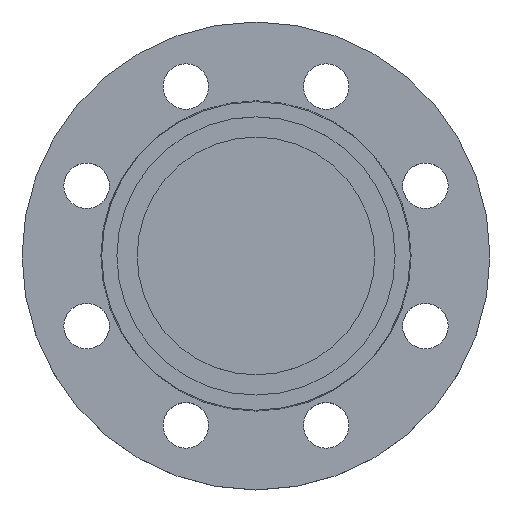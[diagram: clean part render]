
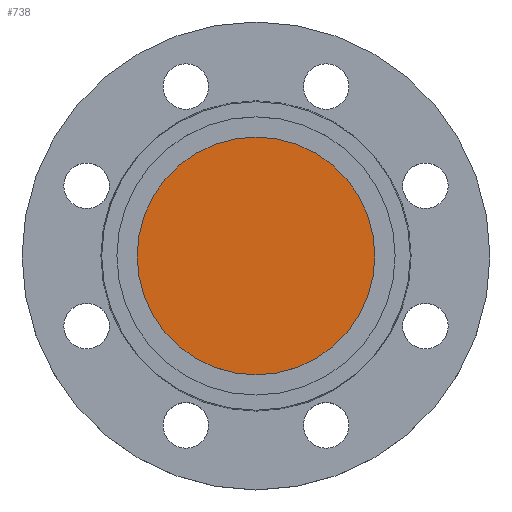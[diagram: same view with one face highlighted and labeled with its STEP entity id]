
A CAD part, top view. The second image highlights one B-rep face of the part: STEP entity #738.
In plain terms, the highlighted planar face has unit normal (0, 0, 1).
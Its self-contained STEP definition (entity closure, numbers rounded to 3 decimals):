
#53 = ORIENTED_EDGE ( 'NONE', *, *, #278, .F. ) ;
#122 = DIRECTION ( 'NONE',  ( -1., 0., 0. ) ) ;
#150 = DIRECTION ( 'NONE',  ( 0., 0., 1. ) ) ;
#201 = DIRECTION ( 'NONE',  ( -1., 0., 0. ) ) ;
#243 = FACE_OUTER_BOUND ( 'NONE', #297, .T. ) ;
#252 = CIRCLE ( 'NONE', #428, 47. ) ;
#278 = EDGE_CURVE ( 'NONE', #984, #393, #459, .T. ) ;
#297 = EDGE_LOOP ( 'NONE', ( #53, #840 ) ) ;
#329 = AXIS2_PLACEMENT_3D ( 'NONE', #1005, #150, #576 ) ;
#341 = CARTESIAN_POINT ( 'NONE',  ( 47., 0., 0. ) ) ;
#393 = VERTEX_POINT ( 'NONE', #341 ) ;
#428 = AXIS2_PLACEMENT_3D ( 'NONE', #720, #1046, #201 ) ;
#459 = CIRCLE ( 'NONE', #503, 47. ) ;
#503 = AXIS2_PLACEMENT_3D ( 'NONE', #640, #974, #122 ) ;
#576 = DIRECTION ( 'NONE',  ( 1., 0., 0. ) ) ;
#614 = CARTESIAN_POINT ( 'NONE',  ( -47., 0., 0. ) ) ;
#640 = CARTESIAN_POINT ( 'NONE',  ( 0., 0., 0. ) ) ;
#673 = PLANE ( 'NONE',  #329 ) ;
#720 = CARTESIAN_POINT ( 'NONE',  ( 0., 0., 0. ) ) ;
#738 = ADVANCED_FACE ( 'NONE', ( #243 ), #673, .T. ) ;
#840 = ORIENTED_EDGE ( 'NONE', *, *, #1135, .F. ) ;
#974 = DIRECTION ( 'NONE',  ( 0., 0., -1. ) ) ;
#984 = VERTEX_POINT ( 'NONE', #614 ) ;
#1005 = CARTESIAN_POINT ( 'NONE',  ( 0., 0., 0. ) ) ;
#1046 = DIRECTION ( 'NONE',  ( 0., 0., -1. ) ) ;
#1135 = EDGE_CURVE ( 'NONE', #393, #984, #252, .T. ) ;
